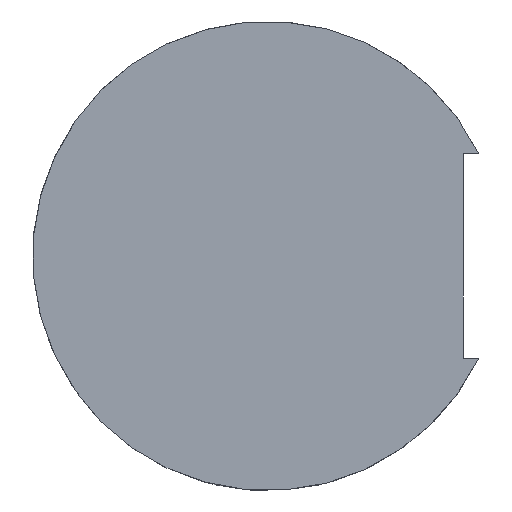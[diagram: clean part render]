
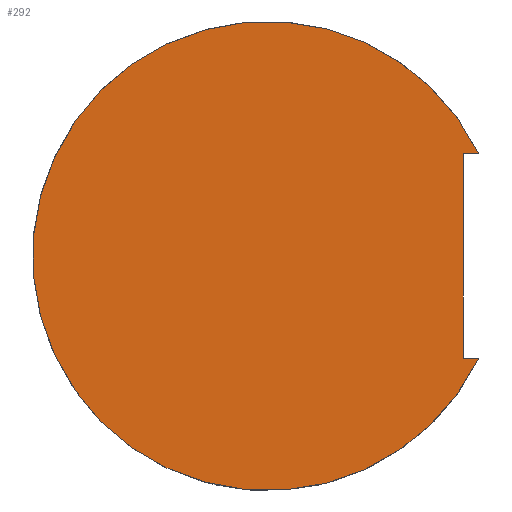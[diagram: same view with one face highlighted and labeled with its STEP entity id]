
A CAD part, front view. The second image highlights one B-rep face of the part: STEP entity #292.
In plain terms, the highlighted planar face has unit normal (0, -1, 0).
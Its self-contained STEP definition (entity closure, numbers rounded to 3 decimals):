
#18=CIRCLE('',#326,27.575);
#34=FACE_OUTER_BOUND('',#50,.T.);
#50=EDGE_LOOP('',(#205,#206,#207,#208));
#69=LINE('',#460,#99);
#70=LINE('',#462,#100);
#71=LINE('',#463,#101);
#99=VECTOR('',#371,10.);
#100=VECTOR('',#372,10.);
#101=VECTOR('',#373,10.);
#130=VERTEX_POINT('',#456);
#131=VERTEX_POINT('',#457);
#132=VERTEX_POINT('',#459);
#133=VERTEX_POINT('',#461);
#160=EDGE_CURVE('',#130,#131,#18,.T.);
#161=EDGE_CURVE('',#132,#130,#69,.T.);
#162=EDGE_CURVE('',#133,#132,#70,.T.);
#163=EDGE_CURVE('',#133,#131,#71,.T.);
#205=ORIENTED_EDGE('',*,*,#160,.F.);
#206=ORIENTED_EDGE('',*,*,#161,.F.);
#207=ORIENTED_EDGE('',*,*,#162,.F.);
#208=ORIENTED_EDGE('',*,*,#163,.T.);
#279=PLANE('',#325);
#292=ADVANCED_FACE('',(#34),#279,.F.);
#325=AXIS2_PLACEMENT_3D('',#455,#367,#368);
#326=AXIS2_PLACEMENT_3D('',#458,#369,#370);
#367=DIRECTION('center_axis',(0.,1.,0.));
#368=DIRECTION('ref_axis',(-1.,0.,0.));
#369=DIRECTION('center_axis',(0.,1.,0.));
#370=DIRECTION('ref_axis',(-1.,0.,0.));
#371=DIRECTION('',(1.,0.,0.));
#372=DIRECTION('',(0.,0.,-1.));
#373=DIRECTION('',(1.,0.,0.));
#455=CARTESIAN_POINT('Origin',(-1.374,0.,0.));
#456=CARTESIAN_POINT('',(24.827,0.,-12.));
#457=CARTESIAN_POINT('',(24.827,0.,12.));
#458=CARTESIAN_POINT('Origin',(0.,0.,0.));
#459=CARTESIAN_POINT('',(23.,0.,-12.));
#460=CARTESIAN_POINT('',(23.,0.,-12.));
#461=CARTESIAN_POINT('',(23.,0.,12.));
#462=CARTESIAN_POINT('',(23.,0.,0.));
#463=CARTESIAN_POINT('',(23.,0.,12.));
